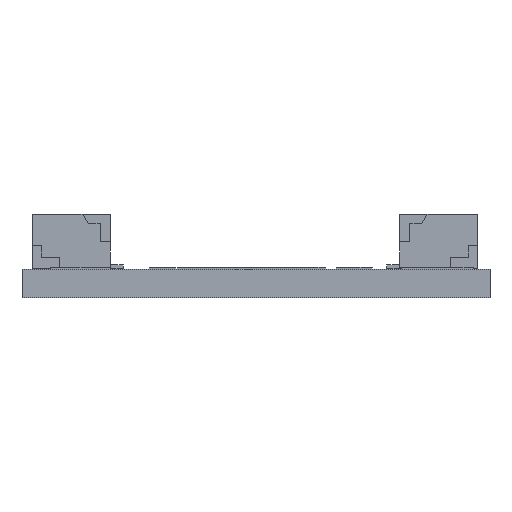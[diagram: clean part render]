
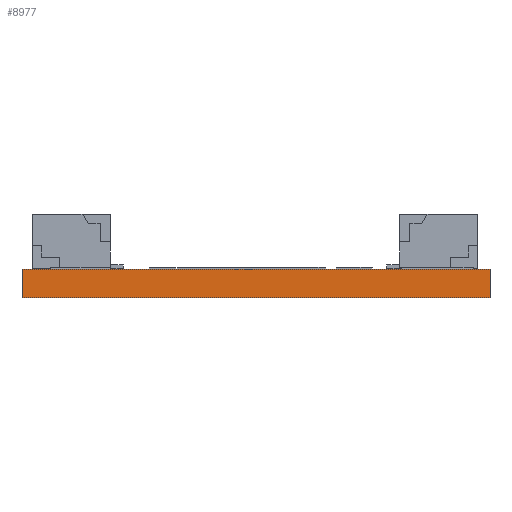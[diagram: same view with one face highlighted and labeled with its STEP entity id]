
A CAD part, front view. The second image highlights one B-rep face of the part: STEP entity #8977.
In plain terms, the highlighted planar face has unit normal (0, -1, 0).
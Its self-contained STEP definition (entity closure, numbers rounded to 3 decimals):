
#977=FACE_OUTER_BOUND('',#1420,.T.);
#1420=EDGE_LOOP('',(#7133,#7134,#7135,#7136));
#2129=LINE('',#14037,#3238);
#2230=LINE('',#14221,#3339);
#2231=LINE('',#14224,#3340);
#2232=LINE('',#14225,#3341);
#3238=VECTOR('',#11506,10.);
#3339=VECTOR('',#11695,10.);
#3340=VECTOR('',#11698,10.);
#3341=VECTOR('',#11699,10.);
#4282=VERTEX_POINT('',#14031);
#4284=VERTEX_POINT('',#14035);
#4323=VERTEX_POINT('',#14219);
#4324=VERTEX_POINT('',#14223);
#5283=EDGE_CURVE('',#4282,#4284,#2129,.T.);
#5386=EDGE_CURVE('',#4284,#4323,#2230,.T.);
#5387=EDGE_CURVE('',#4324,#4323,#2231,.T.);
#5388=EDGE_CURVE('',#4282,#4324,#2232,.T.);
#7133=ORIENTED_EDGE('',*,*,#5283,.T.);
#7134=ORIENTED_EDGE('',*,*,#5386,.T.);
#7135=ORIENTED_EDGE('',*,*,#5387,.F.);
#7136=ORIENTED_EDGE('',*,*,#5388,.F.);
#8536=PLANE('',#9992);
#8977=ADVANCED_FACE('',(#977),#8536,.T.);
#9992=AXIS2_PLACEMENT_3D('',#14222,#11696,#11697);
#11506=DIRECTION('',(1.,0.,0.));
#11695=DIRECTION('',(0.,0.,1.));
#11696=DIRECTION('center_axis',(0.,-1.,0.));
#11697=DIRECTION('ref_axis',(1.,0.,0.));
#11698=DIRECTION('',(1.,0.,0.));
#11699=DIRECTION('',(0.,0.,1.));
#14031=CARTESIAN_POINT('',(0.,0.,0.));
#14035=CARTESIAN_POINT('',(25.4,0.,0.));
#14037=CARTESIAN_POINT('',(0.,0.,0.));
#14219=CARTESIAN_POINT('',(25.4,0.,1.57));
#14221=CARTESIAN_POINT('',(25.4,0.,0.));
#14222=CARTESIAN_POINT('Origin',(0.,0.,0.));
#14223=CARTESIAN_POINT('',(0.,0.,1.57));
#14224=CARTESIAN_POINT('',(0.,0.,1.57));
#14225=CARTESIAN_POINT('',(0.,0.,0.));
